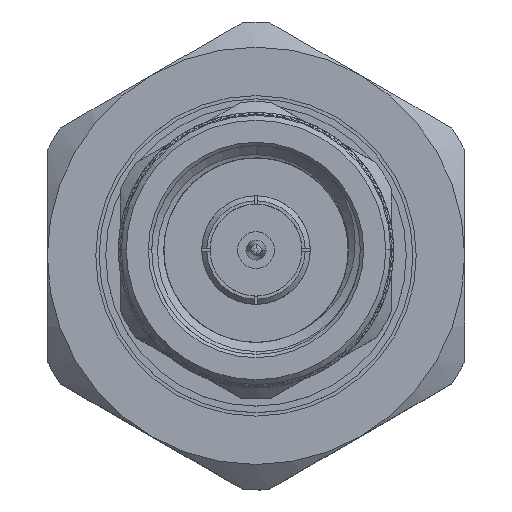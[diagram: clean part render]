
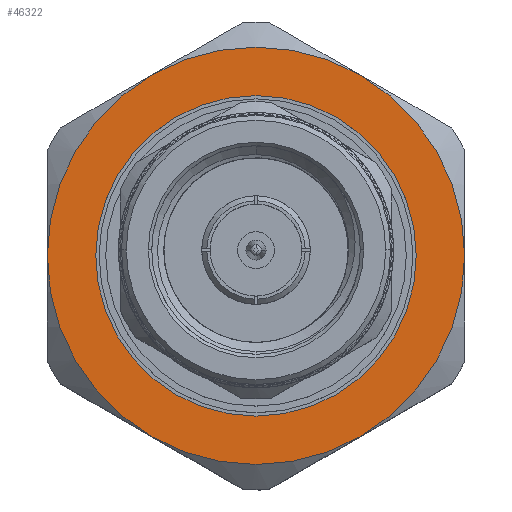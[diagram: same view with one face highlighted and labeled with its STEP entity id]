
A CAD part, top view. The second image highlights one B-rep face of the part: STEP entity #46322.
In plain terms, the highlighted face is planar.
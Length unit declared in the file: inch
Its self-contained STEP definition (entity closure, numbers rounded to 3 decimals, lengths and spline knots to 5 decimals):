
#9 = CIRCLE ( 'NONE', #43246, 0.48 ) ;
#2420 = CARTESIAN_POINT ( 'NONE',  ( 0.563, 0., 0.48 ) ) ;
#4055 = FACE_OUTER_BOUND ( 'NONE', #23329, .T. ) ;
#4992 = EDGE_CURVE ( 'NONE', #72100, #32001, #55257, .T. ) ;
#5355 = DIRECTION ( 'NONE',  ( 1., 0., 0. ) ) ;
#6818 = CARTESIAN_POINT ( 'NONE',  ( 0.563, -0.54127, 0.3125 ) ) ;
#7294 = DIRECTION ( 'NONE',  ( 1., 0., 0. ) ) ;
#8729 = EDGE_CURVE ( 'NONE', #14783, #33986, #39159, .T. ) ;
#8864 = CIRCLE ( 'NONE', #41004, 0.625 ) ;
#9881 = CARTESIAN_POINT ( 'NONE',  ( 0.563, 0., 0. ) ) ;
#11005 = DIRECTION ( 'NONE',  ( 0., 0., 1. ) ) ;
#11493 = ORIENTED_EDGE ( 'NONE', *, *, #42912, .F. ) ;
#11660 = EDGE_CURVE ( 'NONE', #33797, #58989, #23442, .T. ) ;
#12329 = DIRECTION ( 'NONE',  ( 0., 0., -1. ) ) ;
#12622 = EDGE_CURVE ( 'NONE', #72100, #73562, #49769, .T. ) ;
#14783 = VERTEX_POINT ( 'NONE', #2420 ) ;
#16820 = FACE_BOUND ( 'NONE', #49549, .T. ) ;
#19301 = EDGE_CURVE ( 'NONE', #33986, #14783, #9, .T. ) ;
#20095 = CIRCLE ( 'NONE', #46003, 0.625 ) ;
#21857 = DIRECTION ( 'NONE',  ( -1., 0., 0. ) ) ;
#23329 = EDGE_LOOP ( 'NONE', ( #26324, #26599, #39266, #41635, #65065, #11493 ) ) ;
#23442 = CIRCLE ( 'NONE', #61730, 0.625 ) ;
#24908 = CARTESIAN_POINT ( 'NONE',  ( 0.563, 0., 0. ) ) ;
#25576 = AXIS2_PLACEMENT_3D ( 'NONE', #38898, #67962, #62550 ) ;
#26324 = ORIENTED_EDGE ( 'NONE', *, *, #11660, .F. ) ;
#26599 = ORIENTED_EDGE ( 'NONE', *, *, #35664, .F. ) ;
#28039 = CARTESIAN_POINT ( 'NONE',  ( 0.563, 0., -0.625 ) ) ;
#29582 = CARTESIAN_POINT ( 'NONE',  ( 0.563, 0., 0.625 ) ) ;
#32001 = VERTEX_POINT ( 'NONE', #42591 ) ;
#32028 = CARTESIAN_POINT ( 'NONE',  ( 0.563, 0., 0. ) ) ;
#32234 = CARTESIAN_POINT ( 'NONE',  ( 0.563, 0., -0.48 ) ) ;
#33435 = DIRECTION ( 'NONE',  ( -1., 0., 0. ) ) ;
#33797 = VERTEX_POINT ( 'NONE', #29582 ) ;
#33986 = VERTEX_POINT ( 'NONE', #32234 ) ;
#35664 = EDGE_CURVE ( 'NONE', #45081, #33797, #20095, .T. ) ;
#36104 = CARTESIAN_POINT ( 'NONE',  ( 0.563, 0., 0. ) ) ;
#37342 = AXIS2_PLACEMENT_3D ( 'NONE', #24908, #71753, #42299 ) ;
#38723 = CARTESIAN_POINT ( 'NONE',  ( 0.563, -0.54127, -0.3125 ) ) ;
#38898 = CARTESIAN_POINT ( 'NONE',  ( 0.563, 0., 0. ) ) ;
#39159 = CIRCLE ( 'NONE', #63965, 0.48 ) ;
#39266 = ORIENTED_EDGE ( 'NONE', *, *, #72144, .F. ) ;
#40814 = CARTESIAN_POINT ( 'NONE',  ( 0.563, 0.54127, 0.3125 ) ) ;
#41004 = AXIS2_PLACEMENT_3D ( 'NONE', #55643, #42850, #55254 ) ;
#41635 = ORIENTED_EDGE ( 'NONE', *, *, #12622, .F. ) ;
#41750 = DIRECTION ( 'NONE',  ( 0., 0., 1. ) ) ;
#42299 = DIRECTION ( 'NONE',  ( 0., 0., 1. ) ) ;
#42591 = CARTESIAN_POINT ( 'NONE',  ( 0.563, 0.54127, -0.3125 ) ) ;
#42850 = DIRECTION ( 'NONE',  ( -1., 0., 0. ) ) ;
#42912 = EDGE_CURVE ( 'NONE', #58989, #32001, #8864, .T. ) ;
#43246 = AXIS2_PLACEMENT_3D ( 'NONE', #32028, #7294, #71945 ) ;
#43282 = DIRECTION ( 'NONE',  ( -1., 0., 0. ) ) ;
#45081 = VERTEX_POINT ( 'NONE', #6818 ) ;
#46003 = AXIS2_PLACEMENT_3D ( 'NONE', #71211, #43282, #41750 ) ;
#46322 = ADVANCED_FACE ( 'NONE', ( #16820, #4055 ), #74143, .F. ) ;
#46388 = ORIENTED_EDGE ( 'NONE', *, *, #19301, .F. ) ;
#49549 = EDGE_LOOP ( 'NONE', ( #46388, #73607 ) ) ;
#49769 = CIRCLE ( 'NONE', #37342, 0.625 ) ;
#51980 = AXIS2_PLACEMENT_3D ( 'NONE', #36104, #65580, #60529 ) ;
#55254 = DIRECTION ( 'NONE',  ( 0., 0., 1. ) ) ;
#55257 = CIRCLE ( 'NONE', #25576, 0.625 ) ;
#55643 = CARTESIAN_POINT ( 'NONE',  ( 0.563, 0., 0. ) ) ;
#58989 = VERTEX_POINT ( 'NONE', #40814 ) ;
#60529 = DIRECTION ( 'NONE',  ( 0., 0., 1. ) ) ;
#61730 = AXIS2_PLACEMENT_3D ( 'NONE', #69064, #33435, #11005 ) ;
#62550 = DIRECTION ( 'NONE',  ( 0., 0., -1. ) ) ;
#63965 = AXIS2_PLACEMENT_3D ( 'NONE', #71539, #5355, #12329 ) ;
#64363 = AXIS2_PLACEMENT_3D ( 'NONE', #9881, #21857, #75290 ) ;
#65065 = ORIENTED_EDGE ( 'NONE', *, *, #4992, .T. ) ;
#65580 = DIRECTION ( 'NONE',  ( -1., 0., 0. ) ) ;
#67962 = DIRECTION ( 'NONE',  ( 1., 0., 0. ) ) ;
#69064 = CARTESIAN_POINT ( 'NONE',  ( 0.563, 0., 0. ) ) ;
#71211 = CARTESIAN_POINT ( 'NONE',  ( 0.563, 0., 0. ) ) ;
#71539 = CARTESIAN_POINT ( 'NONE',  ( 0.563, 0., 0. ) ) ;
#71753 = DIRECTION ( 'NONE',  ( -1., 0., 0. ) ) ;
#71945 = DIRECTION ( 'NONE',  ( 0., 0., -1. ) ) ;
#72100 = VERTEX_POINT ( 'NONE', #28039 ) ;
#72144 = EDGE_CURVE ( 'NONE', #73562, #45081, #72952, .T. ) ;
#72952 = CIRCLE ( 'NONE', #51980, 0.625 ) ;
#73562 = VERTEX_POINT ( 'NONE', #38723 ) ;
#73607 = ORIENTED_EDGE ( 'NONE', *, *, #8729, .F. ) ;
#74143 = PLANE ( 'NONE',  #64363 ) ;
#75290 = DIRECTION ( 'NONE',  ( 0., 0., 1. ) ) ;
